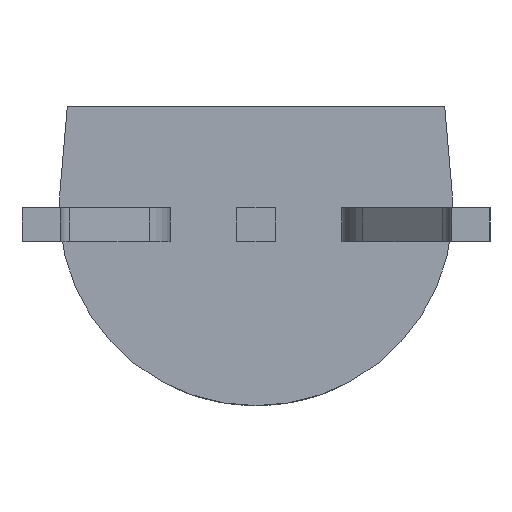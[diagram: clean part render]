
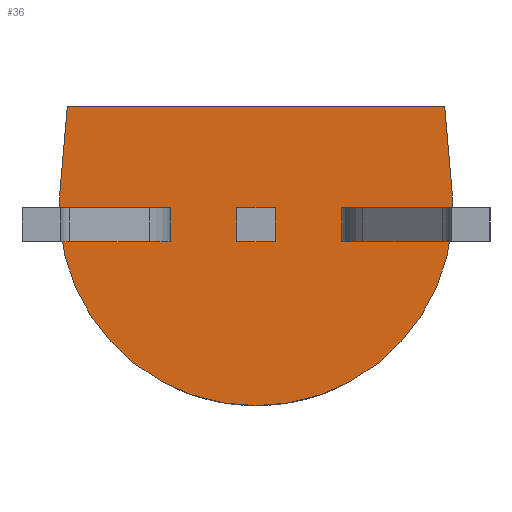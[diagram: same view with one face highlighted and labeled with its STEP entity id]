
A CAD part, front view. The second image highlights one B-rep face of the part: STEP entity #36.
In plain terms, the highlighted planar face has unit normal (0, -1, 0).
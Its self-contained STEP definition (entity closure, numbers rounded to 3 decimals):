
#30 = CARTESIAN_POINT ( 'NONE',  ( 2.282, 3.44, 1.43 ) ) ;
#36 = ADVANCED_FACE ( 'NONE', ( #59 ), #722, .F. ) ;
#59 = FACE_OUTER_BOUND ( 'NONE', #674, .T. ) ;
#152 = CARTESIAN_POINT ( 'NONE',  ( 2.371, 3.44, 0.395 ) ) ;
#181 = CARTESIAN_POINT ( 'NONE',  ( -2.371, 3.44, 0.395 ) ) ;
#194 = VERTEX_POINT ( 'NONE', #239 ) ;
#198 = ORIENTED_EDGE ( 'NONE', *, *, #1227, .F. ) ;
#215 = ORIENTED_EDGE ( 'NONE', *, *, #618, .F. ) ;
#239 = CARTESIAN_POINT ( 'NONE',  ( 0., 3.44, -2.19 ) ) ;
#270 = CARTESIAN_POINT ( 'NONE',  ( -2.371, 3.44, 0.395 ) ) ;
#272 = CIRCLE ( 'NONE', #912, 2.38 ) ;
#304 = CARTESIAN_POINT ( 'NONE',  ( -2.282, 3.44, 1.43 ) ) ;
#306 = CIRCLE ( 'NONE', #535, 2.38 ) ;
#379 = DIRECTION ( 'NONE',  ( 0., 0., 1. ) ) ;
#436 = LINE ( 'NONE', #304, #1135 ) ;
#501 = CARTESIAN_POINT ( 'NONE',  ( 0., 3.44, 0.19 ) ) ;
#525 = AXIS2_PLACEMENT_3D ( 'NONE', #501, #827, #729 ) ;
#535 = AXIS2_PLACEMENT_3D ( 'NONE', #1245, #930, #797 ) ;
#541 = DIRECTION ( 'NONE',  ( 0.086, 0., 0.996 ) ) ;
#542 = EDGE_CURVE ( 'NONE', #927, #883, #969, .T. ) ;
#544 = DIRECTION ( 'NONE',  ( 0.086, 0., -0.996 ) ) ;
#618 = EDGE_CURVE ( 'NONE', #883, #831, #436, .T. ) ;
#674 = EDGE_LOOP ( 'NONE', ( #962, #1091, #215, #1183, #198 ) ) ;
#722 = PLANE ( 'NONE',  #525 ) ;
#729 = DIRECTION ( 'NONE',  ( 0., 0., 1. ) ) ;
#754 = VECTOR ( 'NONE', #541, 1000. ) ;
#764 = EDGE_CURVE ( 'NONE', #1338, #194, #306, .T. ) ;
#797 = DIRECTION ( 'NONE',  ( 0., 0., 1. ) ) ;
#819 = CARTESIAN_POINT ( 'NONE',  ( -2.282, 3.44, 1.43 ) ) ;
#827 = DIRECTION ( 'NONE',  ( 0., 1., 0. ) ) ;
#831 = VERTEX_POINT ( 'NONE', #30 ) ;
#883 = VERTEX_POINT ( 'NONE', #819 ) ;
#910 = DIRECTION ( 'NONE',  ( 0., 1., 0. ) ) ;
#912 = AXIS2_PLACEMENT_3D ( 'NONE', #1323, #910, #379 ) ;
#927 = VERTEX_POINT ( 'NONE', #270 ) ;
#930 = DIRECTION ( 'NONE',  ( 0., 1., 0. ) ) ;
#962 = ORIENTED_EDGE ( 'NONE', *, *, #764, .F. ) ;
#969 = LINE ( 'NONE', #181, #754 ) ;
#1080 = DIRECTION ( 'NONE',  ( 1., 0., 0. ) ) ;
#1091 = ORIENTED_EDGE ( 'NONE', *, *, #1092, .F. ) ;
#1092 = EDGE_CURVE ( 'NONE', #831, #1338, #1267, .T. ) ;
#1098 = CARTESIAN_POINT ( 'NONE',  ( 2.282, 3.44, 1.43 ) ) ;
#1135 = VECTOR ( 'NONE', #1080, 1000. ) ;
#1183 = ORIENTED_EDGE ( 'NONE', *, *, #542, .F. ) ;
#1227 = EDGE_CURVE ( 'NONE', #194, #927, #272, .T. ) ;
#1245 = CARTESIAN_POINT ( 'NONE',  ( 0., 3.44, 0.19 ) ) ;
#1267 = LINE ( 'NONE', #1098, #1331 ) ;
#1323 = CARTESIAN_POINT ( 'NONE',  ( 0., 3.44, 0.19 ) ) ;
#1331 = VECTOR ( 'NONE', #544, 1000. ) ;
#1338 = VERTEX_POINT ( 'NONE', #152 ) ;
